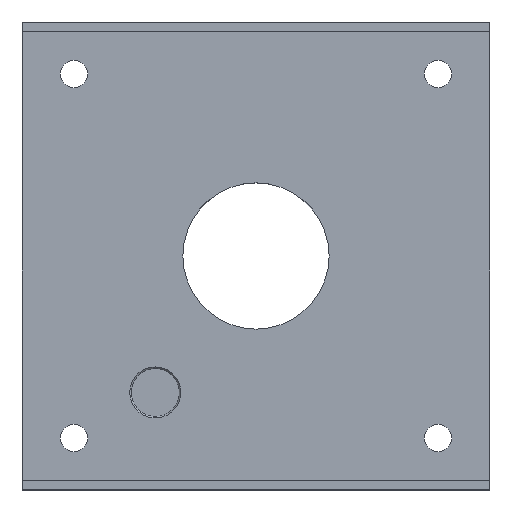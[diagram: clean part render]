
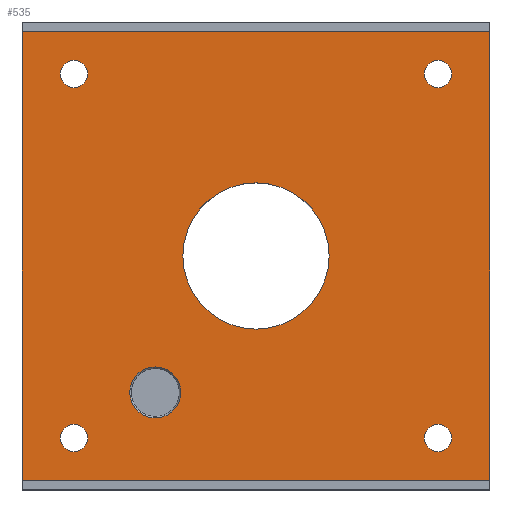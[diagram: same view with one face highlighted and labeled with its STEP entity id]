
A CAD part, top view. The second image highlights one B-rep face of the part: STEP entity #535.
In plain terms, the highlighted planar face has unit normal (0, 0, 1).
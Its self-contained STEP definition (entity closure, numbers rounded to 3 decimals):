
#30=CARTESIAN_POINT('',(0.,0.,0.));
#31=DIRECTION('',(0.,0.,1.));
#32=DIRECTION('',(-1.,0.,0.));
#33=AXIS2_PLACEMENT_3D('',#30,#31,#32);
#35=CARTESIAN_POINT('',(0.,0.,0.));
#36=DIRECTION('',(0.,0.,1.));
#37=DIRECTION('',(1.,0.,0.));
#38=AXIS2_PLACEMENT_3D('',#35,#36,#37);
#40=CARTESIAN_POINT('',(-28.,28.,0.));
#41=DIRECTION('',(0.,0.,-1.));
#42=DIRECTION('',(1.,0.,0.));
#43=AXIS2_PLACEMENT_3D('',#40,#41,#42);
#45=CARTESIAN_POINT('',(-28.,28.,0.));
#46=DIRECTION('',(0.,0.,-1.));
#47=DIRECTION('',(-1.,0.,0.));
#48=AXIS2_PLACEMENT_3D('',#45,#46,#47);
#50=CARTESIAN_POINT('',(28.,28.,0.));
#51=DIRECTION('',(0.,0.,-1.));
#52=DIRECTION('',(1.,0.,0.));
#53=AXIS2_PLACEMENT_3D('',#50,#51,#52);
#55=CARTESIAN_POINT('',(28.,28.,0.));
#56=DIRECTION('',(0.,0.,-1.));
#57=DIRECTION('',(-1.,0.,0.));
#58=AXIS2_PLACEMENT_3D('',#55,#56,#57);
#60=CARTESIAN_POINT('',(28.,-28.,0.));
#61=DIRECTION('',(0.,0.,-1.));
#62=DIRECTION('',(1.,0.,0.));
#63=AXIS2_PLACEMENT_3D('',#60,#61,#62);
#65=CARTESIAN_POINT('',(28.,-28.,0.));
#66=DIRECTION('',(0.,0.,-1.));
#67=DIRECTION('',(-1.,0.,0.));
#68=AXIS2_PLACEMENT_3D('',#65,#66,#67);
#70=CARTESIAN_POINT('',(-28.,-28.,0.));
#71=DIRECTION('',(0.,0.,-1.));
#72=DIRECTION('',(1.,0.,0.));
#73=AXIS2_PLACEMENT_3D('',#70,#71,#72);
#75=CARTESIAN_POINT('',(-28.,-28.,0.));
#76=DIRECTION('',(0.,0.,-1.));
#77=DIRECTION('',(-1.,0.,0.));
#78=AXIS2_PLACEMENT_3D('',#75,#76,#77);
#80=DIRECTION('',(1.,0.,0.));
#81=VECTOR('',#80,72.);
#82=CARTESIAN_POINT('',(-36.,34.5,0.));
#83=LINE('',#82,#81);
#84=DIRECTION('',(0.,-1.,0.));
#85=VECTOR('',#84,69.);
#86=CARTESIAN_POINT('',(36.,34.5,0.));
#87=LINE('',#86,#85);
#88=DIRECTION('',(1.,0.,0.));
#89=VECTOR('',#88,72.);
#90=CARTESIAN_POINT('',(-36.,-34.5,0.));
#91=LINE('',#90,#89);
#92=DIRECTION('',(0.,1.,0.));
#93=VECTOR('',#92,69.);
#94=CARTESIAN_POINT('',(-36.,-34.5,0.));
#95=LINE('',#94,#93);
#96=CARTESIAN_POINT('',(-15.5,-21.,0.));
#97=DIRECTION('',(0.,0.,-1.));
#98=DIRECTION('',(1.,0.,0.));
#99=AXIS2_PLACEMENT_3D('',#96,#97,#98);
#101=CARTESIAN_POINT('',(-15.5,-21.,0.));
#102=DIRECTION('',(0.,0.,-1.));
#103=DIRECTION('',(-1.,0.,0.));
#104=AXIS2_PLACEMENT_3D('',#101,#102,#103);
#384=CARTESIAN_POINT('',(-11.25,0.,0.));
#385=CARTESIAN_POINT('',(11.25,0.,0.));
#386=VERTEX_POINT('',#384);
#387=VERTEX_POINT('',#385);
#416=CARTESIAN_POINT('',(-36.,34.5,0.));
#417=CARTESIAN_POINT('',(36.,34.5,0.));
#418=VERTEX_POINT('',#416);
#419=VERTEX_POINT('',#417);
#420=CARTESIAN_POINT('',(-36.,-34.5,0.));
#421=CARTESIAN_POINT('',(36.,-34.5,0.));
#422=VERTEX_POINT('',#420);
#423=VERTEX_POINT('',#421);
#424=CARTESIAN_POINT('',(-25.9,28.,0.));
#425=CARTESIAN_POINT('',(-30.1,28.,0.));
#426=VERTEX_POINT('',#424);
#427=VERTEX_POINT('',#425);
#428=CARTESIAN_POINT('',(30.1,28.,0.));
#429=CARTESIAN_POINT('',(25.9,28.,0.));
#430=VERTEX_POINT('',#428);
#431=VERTEX_POINT('',#429);
#432=CARTESIAN_POINT('',(30.1,-28.,0.));
#433=CARTESIAN_POINT('',(25.9,-28.,0.));
#434=VERTEX_POINT('',#432);
#435=VERTEX_POINT('',#433);
#436=CARTESIAN_POINT('',(-25.9,-28.,0.));
#437=CARTESIAN_POINT('',(-30.1,-28.,0.));
#438=VERTEX_POINT('',#436);
#439=VERTEX_POINT('',#437);
#476=CARTESIAN_POINT('',(-11.575,-21.,0.));
#477=CARTESIAN_POINT('',(-19.425,-21.,0.));
#478=VERTEX_POINT('',#476);
#479=VERTEX_POINT('',#477);
#484=CARTESIAN_POINT('',(0.,0.,0.));
#485=DIRECTION('',(0.,0.,1.));
#486=DIRECTION('',(1.,0.,0.));
#487=AXIS2_PLACEMENT_3D('',#484,#485,#486);
#488=PLANE('',#487);
#490=ORIENTED_EDGE('',*,*,#489,.T.);
#492=ORIENTED_EDGE('',*,*,#491,.T.);
#494=ORIENTED_EDGE('',*,*,#493,.F.);
#496=ORIENTED_EDGE('',*,*,#495,.T.);
#497=EDGE_LOOP('',(#490,#492,#494,#496));
#498=FACE_OUTER_BOUND('',#497,.F.);
#500=ORIENTED_EDGE('',*,*,#499,.F.);
#502=ORIENTED_EDGE('',*,*,#501,.F.);
#503=EDGE_LOOP('',(#500,#502));
#504=FACE_BOUND('',#503,.F.);
#506=ORIENTED_EDGE('',*,*,#505,.F.);
#508=ORIENTED_EDGE('',*,*,#507,.F.);
#509=EDGE_LOOP('',(#506,#508));
#510=FACE_BOUND('',#509,.F.);
#512=ORIENTED_EDGE('',*,*,#511,.F.);
#514=ORIENTED_EDGE('',*,*,#513,.F.);
#515=EDGE_LOOP('',(#512,#514));
#516=FACE_BOUND('',#515,.F.);
#518=ORIENTED_EDGE('',*,*,#517,.F.);
#520=ORIENTED_EDGE('',*,*,#519,.F.);
#521=EDGE_LOOP('',(#518,#520));
#522=FACE_BOUND('',#521,.F.);
#524=ORIENTED_EDGE('',*,*,#523,.T.);
#526=ORIENTED_EDGE('',*,*,#525,.T.);
#527=EDGE_LOOP('',(#524,#526));
#528=FACE_BOUND('',#527,.F.);
#530=ORIENTED_EDGE('',*,*,#529,.F.);
#532=ORIENTED_EDGE('',*,*,#531,.F.);
#533=EDGE_LOOP('',(#530,#532));
#534=FACE_BOUND('',#533,.F.);
#34=CIRCLE('',#33,11.25);
#39=CIRCLE('',#38,11.25);
#44=CIRCLE('',#43,2.1);
#49=CIRCLE('',#48,2.1);
#54=CIRCLE('',#53,2.1);
#59=CIRCLE('',#58,2.1);
#64=CIRCLE('',#63,2.1);
#69=CIRCLE('',#68,2.1);
#74=CIRCLE('',#73,2.1);
#79=CIRCLE('',#78,2.1);
#100=CIRCLE('',#99,3.925);
#105=CIRCLE('',#104,3.925);
#489=EDGE_CURVE('',#418,#419,#83,.T.);
#491=EDGE_CURVE('',#419,#423,#87,.T.);
#493=EDGE_CURVE('',#422,#423,#91,.T.);
#495=EDGE_CURVE('',#422,#418,#95,.T.);
#499=EDGE_CURVE('',#426,#427,#44,.T.);
#501=EDGE_CURVE('',#427,#426,#49,.T.);
#505=EDGE_CURVE('',#430,#431,#54,.T.);
#507=EDGE_CURVE('',#431,#430,#59,.T.);
#511=EDGE_CURVE('',#434,#435,#64,.T.);
#513=EDGE_CURVE('',#435,#434,#69,.T.);
#517=EDGE_CURVE('',#438,#439,#74,.T.);
#519=EDGE_CURVE('',#439,#438,#79,.T.);
#523=EDGE_CURVE('',#386,#387,#34,.T.);
#525=EDGE_CURVE('',#387,#386,#39,.T.);
#529=EDGE_CURVE('',#478,#479,#100,.T.);
#531=EDGE_CURVE('',#479,#478,#105,.T.);
#535=ADVANCED_FACE('',(#498,#504,#510,#516,#522,#528,#534),#488,.T.);
